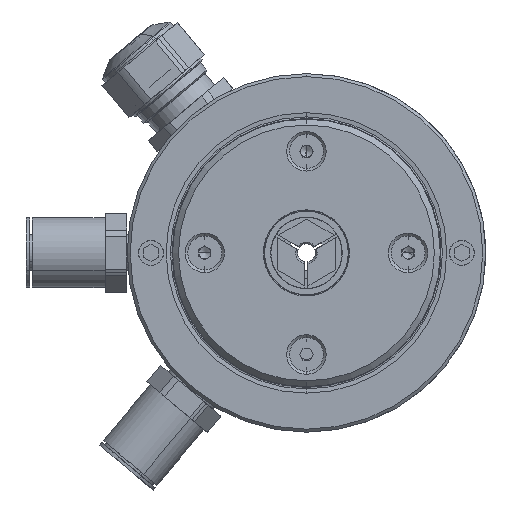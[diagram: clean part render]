
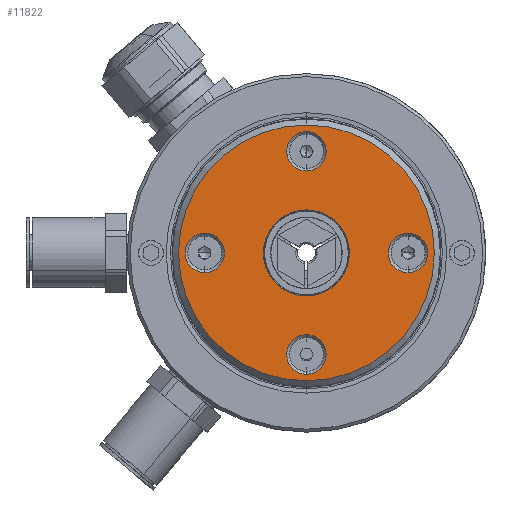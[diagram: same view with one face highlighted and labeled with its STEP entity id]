
A CAD part, left-side view. The second image highlights one B-rep face of the part: STEP entity #11822.
In plain terms, the highlighted planar face has unit normal (-1, 0, 0).
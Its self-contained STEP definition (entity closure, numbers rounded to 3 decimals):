
#182 = ORIENTED_EDGE ( 'NONE', *, *, #9851, .T. ) ;
#187 = ORIENTED_EDGE ( 'NONE', *, *, #9628, .F. ) ;
#188 = ORIENTED_EDGE ( 'NONE', *, *, #9887, .F. ) ;
#204 = ORIENTED_EDGE ( 'NONE', *, *, #9638, .T. ) ;
#2224 = CIRCLE ( 'NONE', #9081, 3.3 ) ;
#2263 = CIRCLE ( 'NONE', #9182, 3.3 ) ;
#2278 = CIRCLE ( 'NONE', #9087, 21.4 ) ;
#2325 = CIRCLE ( 'NONE', #9203, 3.3 ) ;
#2426 = CIRCLE ( 'NONE', #9180, 3.3 ) ;
#2470 = CIRCLE ( 'NONE', #9185, 3.3 ) ;
#2520 = CIRCLE ( 'NONE', #9141, 3.3 ) ;
#2532 = CIRCLE ( 'NONE', #9133, 21.4 ) ;
#2541 = CIRCLE ( 'NONE', #9167, 3.3 ) ;
#2553 = CIRCLE ( 'NONE', #8926, 7.2 ) ;
#2565 = CIRCLE ( 'NONE', #8929, 7.2 ) ;
#2580 = CIRCLE ( 'NONE', #8968, 3.3 ) ;
#4553 = FACE_BOUND ( 'NONE', #7871, .T. ) ;
#4563 = FACE_BOUND ( 'NONE', #8133, .T. ) ;
#4566 = FACE_OUTER_BOUND ( 'NONE', #7901, .T. ) ;
#4567 = FACE_BOUND ( 'NONE', #7951, .T. ) ;
#4569 = FACE_BOUND ( 'NONE', #7941, .T. ) ;
#4570 = FACE_BOUND ( 'NONE', #8189, .T. ) ;
#6520 = DIRECTION ( 'NONE',  ( 0., 0., 1. ) ) ;
#6521 = DIRECTION ( 'NONE',  ( -1., 0., 0. ) ) ;
#6522 = CARTESIAN_POINT ( 'NONE',  ( -64.566, 23.135, -3.168 ) ) ;
#6680 = CARTESIAN_POINT ( 'NONE',  ( -64.566, 6.135, -3.168 ) ) ;
#6697 = CARTESIAN_POINT ( 'NONE',  ( -64.566, 6.135, -20.168 ) ) ;
#6707 = DIRECTION ( 'NONE',  ( -1., 0., 0. ) ) ;
#6732 = CARTESIAN_POINT ( 'NONE',  ( -64.566, 6.135, -3.168 ) ) ;
#6740 = DIRECTION ( 'NONE',  ( -1., 0., 0. ) ) ;
#6759 = DIRECTION ( 'NONE',  ( -1., 0., 0. ) ) ;
#6774 = CARTESIAN_POINT ( 'NONE',  ( -64.566, 6.135, -3.168 ) ) ;
#6860 = DIRECTION ( 'NONE',  ( -1., 0., 0. ) ) ;
#6873 = DIRECTION ( 'NONE',  ( -1., 0., 0. ) ) ;
#6913 = DIRECTION ( 'NONE',  ( 0., 0., 1. ) ) ;
#7067 = CARTESIAN_POINT ( 'NONE',  ( -64.566, 23.135, -3.168 ) ) ;
#7089 = CARTESIAN_POINT ( 'NONE',  ( -64.566, 6.135, -20.168 ) ) ;
#7155 = DIRECTION ( 'NONE',  ( 0., 0., 1. ) ) ;
#7218 = DIRECTION ( 'NONE',  ( 0., 0., 1. ) ) ;
#7257 = DIRECTION ( 'NONE',  ( 0., 0., 1. ) ) ;
#7340 = CARTESIAN_POINT ( 'NONE',  ( -64.566, 6.135, 13.832 ) ) ;
#7383 = CARTESIAN_POINT ( 'NONE',  ( -64.566, 6.135, 13.832 ) ) ;
#7386 = ORIENTED_EDGE ( 'NONE', *, *, #9859, .F. ) ;
#7389 = DIRECTION ( 'NONE',  ( -1., 0., 0. ) ) ;
#7391 = DIRECTION ( 'NONE',  ( 0., 0., 1. ) ) ;
#7403 = CARTESIAN_POINT ( 'NONE',  ( -64.566, -10.865, -3.168 ) ) ;
#7411 = DIRECTION ( 'NONE',  ( -1., 0., 0. ) ) ;
#7419 = DIRECTION ( 'NONE',  ( 0., 0., 1. ) ) ;
#7421 = ORIENTED_EDGE ( 'NONE', *, *, #9600, .F. ) ;
#7461 = ORIENTED_EDGE ( 'NONE', *, *, #9669, .F. ) ;
#7477 = ORIENTED_EDGE ( 'NONE', *, *, #9846, .F. ) ;
#7495 = ORIENTED_EDGE ( 'NONE', *, *, #9779, .F. ) ;
#7512 = DIRECTION ( 'NONE',  ( 0., 0., -1. ) ) ;
#7544 = ORIENTED_EDGE ( 'NONE', *, *, #9754, .F. ) ;
#7558 = CARTESIAN_POINT ( 'NONE',  ( -64.566, 6.135, -3.168 ) ) ;
#7567 = DIRECTION ( 'NONE',  ( 0., 0., -1. ) ) ;
#7576 = CARTESIAN_POINT ( 'NONE',  ( -64.566, -10.865, -3.168 ) ) ;
#7587 = DIRECTION ( 'NONE',  ( -1., 0., 0. ) ) ;
#7594 = DIRECTION ( 'NONE',  ( 0., 0., 1. ) ) ;
#7604 = DIRECTION ( 'NONE',  ( -1., 0., 0. ) ) ;
#7629 = DIRECTION ( 'NONE',  ( -1., 0., 0. ) ) ;
#7639 = DIRECTION ( 'NONE',  ( 0., 0., 1. ) ) ;
#7644 = DIRECTION ( 'NONE',  ( -1., 0., 0. ) ) ;
#7650 = DIRECTION ( 'NONE',  ( 0., 0., 1. ) ) ;
#7871 = EDGE_LOOP ( 'NONE', ( #7495, #187 ) ) ;
#7901 = EDGE_LOOP ( 'NONE', ( #182, #204 ) ) ;
#7941 = EDGE_LOOP ( 'NONE', ( #7386, #7461 ) ) ;
#7951 = EDGE_LOOP ( 'NONE', ( #7544, #188 ) ) ;
#8133 = EDGE_LOOP ( 'NONE', ( #7477, #7421 ) ) ;
#8189 = EDGE_LOOP ( 'NONE', ( #10399, #10397 ) ) ;
#8394 = CARTESIAN_POINT ( 'NONE',  ( -64.566, 23.135, -6.468 ) ) ;
#8434 = CARTESIAN_POINT ( 'NONE',  ( -64.566, 23.135, 0.132 ) ) ;
#8448 = CARTESIAN_POINT ( 'NONE',  ( -64.566, 6.135, 18.232 ) ) ;
#8516 = CARTESIAN_POINT ( 'NONE',  ( -64.566, 6.135, -24.568 ) ) ;
#8524 = CARTESIAN_POINT ( 'NONE',  ( -64.566, 6.135, -10.368 ) ) ;
#8632 = CARTESIAN_POINT ( 'NONE',  ( -64.566, 6.135, -23.468 ) ) ;
#8671 = CARTESIAN_POINT ( 'NONE',  ( -64.566, 6.135, 10.532 ) ) ;
#8739 = CARTESIAN_POINT ( 'NONE',  ( -64.566, -10.865, 0.132 ) ) ;
#8802 = CARTESIAN_POINT ( 'NONE',  ( -64.566, 6.135, -16.868 ) ) ;
#8819 = CARTESIAN_POINT ( 'NONE',  ( -64.566, 6.135, 4.032 ) ) ;
#8884 = CARTESIAN_POINT ( 'NONE',  ( -64.566, 6.135, 17.132 ) ) ;
#8926 = AXIS2_PLACEMENT_3D ( 'NONE', #6732, #7644, #7594 ) ;
#8929 = AXIS2_PLACEMENT_3D ( 'NONE', #6774, #6740, #6913 ) ;
#8968 = AXIS2_PLACEMENT_3D ( 'NONE', #7576, #7411, #7650 ) ;
#9028 = CARTESIAN_POINT ( 'NONE',  ( -64.566, -10.865, -6.468 ) ) ;
#9081 = AXIS2_PLACEMENT_3D ( 'NONE', #6522, #6521, #6520 ) ;
#9087 = AXIS2_PLACEMENT_3D ( 'NONE', #6680, #7587, #7567 ) ;
#9133 = AXIS2_PLACEMENT_3D ( 'NONE', #7558, #6759, #7512 ) ;
#9141 = AXIS2_PLACEMENT_3D ( 'NONE', #7067, #7629, #7218 ) ;
#9167 = AXIS2_PLACEMENT_3D ( 'NONE', #7089, #6860, #7257 ) ;
#9180 = AXIS2_PLACEMENT_3D ( 'NONE', #7403, #7389, #7639 ) ;
#9182 = AXIS2_PLACEMENT_3D ( 'NONE', #7340, #7604, #7419 ) ;
#9185 = AXIS2_PLACEMENT_3D ( 'NONE', #7383, #6873, #7391 ) ;
#9203 = AXIS2_PLACEMENT_3D ( 'NONE', #6697, #6707, #7155 ) ;
#9600 = EDGE_CURVE ( 'NONE', #12601, #12559, #2224, .T. ) ;
#9628 = EDGE_CURVE ( 'NONE', #12316, #12170, #2263, .T. ) ;
#9638 = EDGE_CURVE ( 'NONE', #12617, #12535, #2278, .T. ) ;
#9669 = EDGE_CURVE ( 'NONE', #12399, #12217, #2325, .T. ) ;
#9754 = EDGE_CURVE ( 'NONE', #12249, #12097, #2426, .T. ) ;
#9779 = EDGE_CURVE ( 'NONE', #12170, #12316, #2470, .T. ) ;
#9846 = EDGE_CURVE ( 'NONE', #12559, #12601, #2520, .T. ) ;
#9851 = EDGE_CURVE ( 'NONE', #12535, #12617, #2532, .T. ) ;
#9859 = EDGE_CURVE ( 'NONE', #12217, #12399, #2541, .T. ) ;
#9874 = EDGE_CURVE ( 'NONE', #12335, #12056, #2553, .T. ) ;
#9877 = EDGE_CURVE ( 'NONE', #12056, #12335, #2565, .T. ) ;
#9887 = EDGE_CURVE ( 'NONE', #12097, #12249, #2580, .T. ) ;
#10397 = ORIENTED_EDGE ( 'NONE', *, *, #9874, .F. ) ;
#10399 = ORIENTED_EDGE ( 'NONE', *, *, #9877, .F. ) ;
#10547 = DIRECTION ( 'NONE',  ( 0., 0., -1. ) ) ;
#10549 = CARTESIAN_POINT ( 'NONE',  ( -64.566, 28.535, -3.168 ) ) ;
#10552 = PLANE ( 'NONE',  #11582 ) ;
#10696 = DIRECTION ( 'NONE',  ( 1., 0., 0. ) ) ;
#11582 = AXIS2_PLACEMENT_3D ( 'NONE', #10549, #10696, #10547 ) ;
#11822 = ADVANCED_FACE ( 'NONE', ( #4566, #4569, #4563, #4553, #4567, #4570 ), #10552, .F. ) ;
#12056 = VERTEX_POINT ( 'NONE', #8819 ) ;
#12097 = VERTEX_POINT ( 'NONE', #9028 ) ;
#12170 = VERTEX_POINT ( 'NONE', #8884 ) ;
#12217 = VERTEX_POINT ( 'NONE', #8802 ) ;
#12249 = VERTEX_POINT ( 'NONE', #8739 ) ;
#12316 = VERTEX_POINT ( 'NONE', #8671 ) ;
#12335 = VERTEX_POINT ( 'NONE', #8524 ) ;
#12399 = VERTEX_POINT ( 'NONE', #8632 ) ;
#12535 = VERTEX_POINT ( 'NONE', #8516 ) ;
#12559 = VERTEX_POINT ( 'NONE', #8434 ) ;
#12601 = VERTEX_POINT ( 'NONE', #8394 ) ;
#12617 = VERTEX_POINT ( 'NONE', #8448 ) ;
